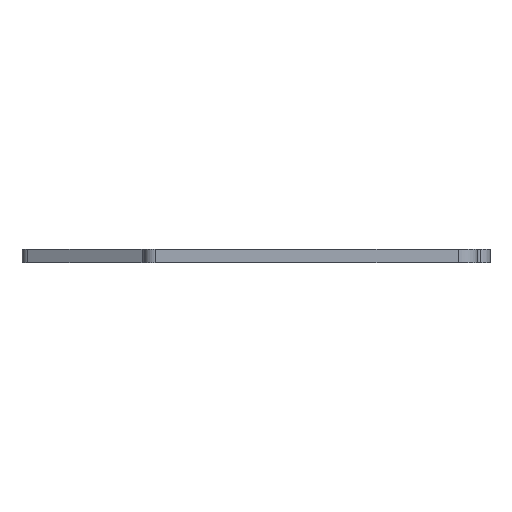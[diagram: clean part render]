
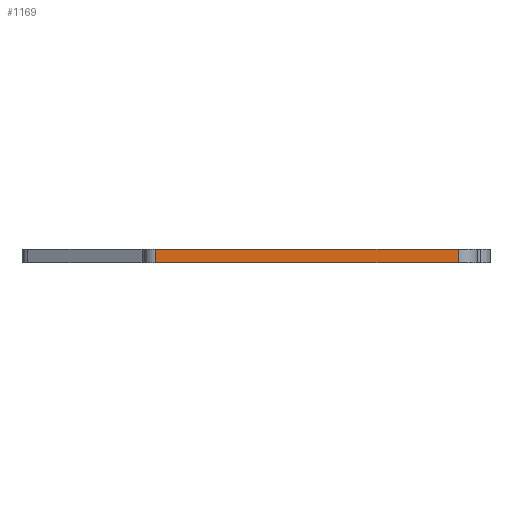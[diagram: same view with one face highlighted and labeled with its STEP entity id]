
A CAD part, left-side view. The second image highlights one B-rep face of the part: STEP entity #1169.
In plain terms, the highlighted planar face has unit normal (-1, 0, 0).
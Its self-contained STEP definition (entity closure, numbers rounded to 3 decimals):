
#80 = ORIENTED_EDGE ( 'NONE', *, *, #1511, .F. ) ;
#100 = ORIENTED_EDGE ( 'NONE', *, *, #1417, .T. ) ;
#113 = ORIENTED_EDGE ( 'NONE', *, *, #1193, .F. ) ;
#187 = VECTOR ( 'NONE', #688, 1000. ) ;
#293 = VERTEX_POINT ( 'NONE', #1297 ) ;
#343 = AXIS2_PLACEMENT_3D ( 'NONE', #451, #449, #446 ) ;
#381 = DIRECTION ( 'NONE',  ( 0., 1., 0. ) ) ;
#392 = CARTESIAN_POINT ( 'NONE',  ( -31.368, 9.495, 0. ) ) ;
#396 = CARTESIAN_POINT ( 'NONE',  ( -31.368, -17.374, 1.2 ) ) ;
#412 = LINE ( 'NONE', #1344, #187 ) ;
#446 = DIRECTION ( 'NONE',  ( 0., 0., -1. ) ) ;
#449 = DIRECTION ( 'NONE',  ( 1., 0., 0. ) ) ;
#451 = CARTESIAN_POINT ( 'NONE',  ( -31.368, 9.495, 1.2 ) ) ;
#501 = PLANE ( 'NONE',  #343 ) ;
#511 = VERTEX_POINT ( 'NONE', #1035 ) ;
#523 = VERTEX_POINT ( 'NONE', #1030 ) ;
#527 = DIRECTION ( 'NONE',  ( 0., 1., 0. ) ) ;
#571 = LINE ( 'NONE', #396, #1130 ) ;
#596 = CARTESIAN_POINT ( 'NONE',  ( -31.368, -17.374, 1.2 ) ) ;
#688 = DIRECTION ( 'NONE',  ( 0., 0., 1. ) ) ;
#707 = EDGE_LOOP ( 'NONE', ( #1045, #100, #80, #113 ) ) ;
#1030 = CARTESIAN_POINT ( 'NONE',  ( -31.368, 9.495, 0. ) ) ;
#1035 = CARTESIAN_POINT ( 'NONE',  ( -31.368, -17.374, 0. ) ) ;
#1045 = ORIENTED_EDGE ( 'NONE', *, *, #1415, .F. ) ;
#1076 = VERTEX_POINT ( 'NONE', #596 ) ;
#1115 = DIRECTION ( 'NONE',  ( 0., 0., -1. ) ) ;
#1130 = VECTOR ( 'NONE', #1115, 1000. ) ;
#1138 = VECTOR ( 'NONE', #381, 1000. ) ;
#1154 = LINE ( 'NONE', #1558, #1522 ) ;
#1169 = ADVANCED_FACE ( 'NONE', ( #1386 ), #501, .F. ) ;
#1193 = EDGE_CURVE ( 'NONE', #511, #523, #1573, .T. ) ;
#1297 = CARTESIAN_POINT ( 'NONE',  ( -31.368, 9.495, 1.2 ) ) ;
#1344 = CARTESIAN_POINT ( 'NONE',  ( -31.368, 9.495, 1.2 ) ) ;
#1386 = FACE_OUTER_BOUND ( 'NONE', #707, .T. ) ;
#1415 = EDGE_CURVE ( 'NONE', #1076, #511, #571, .T. ) ;
#1417 = EDGE_CURVE ( 'NONE', #1076, #293, #1154, .T. ) ;
#1511 = EDGE_CURVE ( 'NONE', #523, #293, #412, .T. ) ;
#1522 = VECTOR ( 'NONE', #527, 1000. ) ;
#1558 = CARTESIAN_POINT ( 'NONE',  ( -31.368, 10.795, 1.2 ) ) ;
#1573 = LINE ( 'NONE', #392, #1138 ) ;
